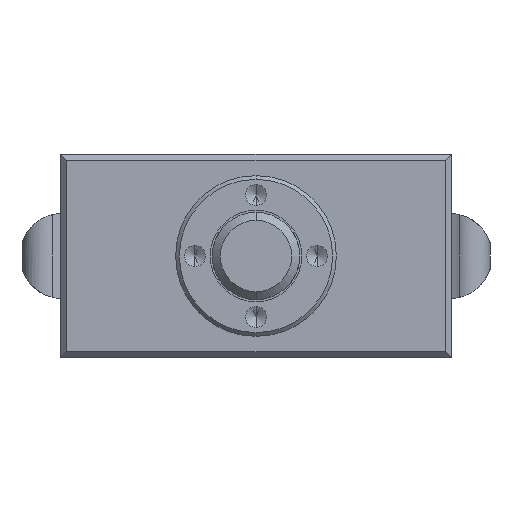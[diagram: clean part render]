
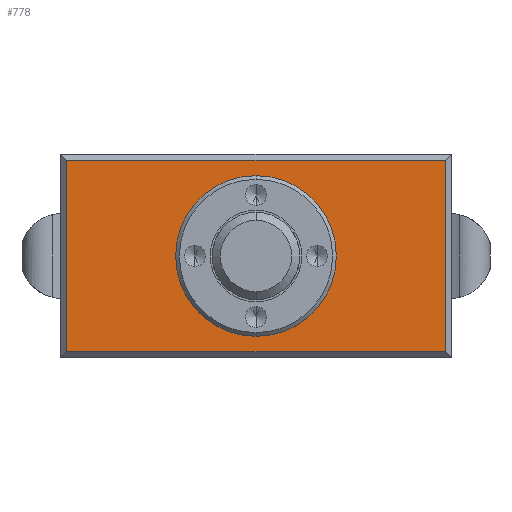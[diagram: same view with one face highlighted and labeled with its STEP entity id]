
A CAD part, front view. The second image highlights one B-rep face of the part: STEP entity #778.
In plain terms, the highlighted planar face has unit normal (0, -1, 0).
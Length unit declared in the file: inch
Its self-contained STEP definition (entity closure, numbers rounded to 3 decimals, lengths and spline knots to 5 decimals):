
#111 = LINE ( 'NONE', #3455, #1223 ) ;
#207 = ORIENTED_EDGE ( 'NONE', *, *, #3842, .F. ) ;
#566 = VECTOR ( 'NONE', #1468, 39.37008 ) ;
#706 = ORIENTED_EDGE ( 'NONE', *, *, #3438, .T. ) ;
#778 = ADVANCED_FACE ( 'NONE', ( #2429, #4901 ), #4553, .F. ) ;
#1043 = CARTESIAN_POINT ( 'NONE',  ( 0.93, 0., 0.47 ) ) ;
#1141 = EDGE_CURVE ( 'NONE', #2612, #4291, #2878, .T. ) ;
#1223 = VECTOR ( 'NONE', #5306, 39.37008 ) ;
#1292 = CIRCLE ( 'NONE', #4311, 0.395 ) ;
#1468 = DIRECTION ( 'NONE',  ( 0., 0., -1. ) ) ;
#1520 = VERTEX_POINT ( 'NONE', #5526 ) ;
#1579 = DIRECTION ( 'NONE',  ( -1., 0., 0. ) ) ;
#1779 = CARTESIAN_POINT ( 'NONE',  ( -0.93, 0., 0.5 ) ) ;
#2048 = EDGE_CURVE ( 'NONE', #5464, #3685, #5380, .T. ) ;
#2070 = CARTESIAN_POINT ( 'NONE',  ( 0., 0., 0. ) ) ;
#2243 = DIRECTION ( 'NONE',  ( 0., 0., 1. ) ) ;
#2250 = CARTESIAN_POINT ( 'NONE',  ( -0.93, 0., -0.47 ) ) ;
#2360 = DIRECTION ( 'NONE',  ( -1., 0., 0. ) ) ;
#2376 = CARTESIAN_POINT ( 'NONE',  ( -0.93, 0., 0.47 ) ) ;
#2429 = FACE_BOUND ( 'NONE', #4303, .T. ) ;
#2547 = DIRECTION ( 'NONE',  ( 0., 0., -1. ) ) ;
#2596 = DIRECTION ( 'NONE',  ( 0., -1., 0. ) ) ;
#2607 = LINE ( 'NONE', #4846, #3714 ) ;
#2612 = VERTEX_POINT ( 'NONE', #3920 ) ;
#2878 = CIRCLE ( 'NONE', #5938, 0.395 ) ;
#3294 = ORIENTED_EDGE ( 'NONE', *, *, #4471, .F. ) ;
#3300 = VERTEX_POINT ( 'NONE', #1043 ) ;
#3310 = CARTESIAN_POINT ( 'NONE',  ( 1.92, 0., -0.47 ) ) ;
#3343 = ORIENTED_EDGE ( 'NONE', *, *, #3460, .F. ) ;
#3405 = CARTESIAN_POINT ( 'NONE',  ( 0., 0., 0.395 ) ) ;
#3438 = EDGE_CURVE ( 'NONE', #3300, #5464, #2607, .T. ) ;
#3455 = CARTESIAN_POINT ( 'NONE',  ( 0.93, 0., 0.5 ) ) ;
#3460 = EDGE_CURVE ( 'NONE', #3300, #1520, #111, .T. ) ;
#3685 = VERTEX_POINT ( 'NONE', #2250 ) ;
#3714 = VECTOR ( 'NONE', #1579, 39.37008 ) ;
#3842 = EDGE_CURVE ( 'NONE', #1520, #3685, #5800, .T. ) ;
#3920 = CARTESIAN_POINT ( 'NONE',  ( 0., 0., -0.395 ) ) ;
#4254 = CARTESIAN_POINT ( 'NONE',  ( -0.93, 0., 0.5 ) ) ;
#4291 = VERTEX_POINT ( 'NONE', #3405 ) ;
#4303 = EDGE_LOOP ( 'NONE', ( #4940, #3294 ) ) ;
#4311 = AXIS2_PLACEMENT_3D ( 'NONE', #5384, #2596, #5849 ) ;
#4471 = EDGE_CURVE ( 'NONE', #4291, #2612, #1292, .T. ) ;
#4553 = PLANE ( 'NONE',  #4606 ) ;
#4572 = VECTOR ( 'NONE', #2360, 39.37008 ) ;
#4606 = AXIS2_PLACEMENT_3D ( 'NONE', #1779, #5037, #2243 ) ;
#4846 = CARTESIAN_POINT ( 'NONE',  ( 1.92, 0., 0.47 ) ) ;
#4901 = FACE_OUTER_BOUND ( 'NONE', #5391, .T. ) ;
#4940 = ORIENTED_EDGE ( 'NONE', *, *, #1141, .F. ) ;
#4942 = ORIENTED_EDGE ( 'NONE', *, *, #2048, .T. ) ;
#5037 = DIRECTION ( 'NONE',  ( 0., 1., 0. ) ) ;
#5306 = DIRECTION ( 'NONE',  ( 0., 0., -1. ) ) ;
#5334 = DIRECTION ( 'NONE',  ( 0., -1., 0. ) ) ;
#5380 = LINE ( 'NONE', #4254, #566 ) ;
#5384 = CARTESIAN_POINT ( 'NONE',  ( 0., 0., 0. ) ) ;
#5391 = EDGE_LOOP ( 'NONE', ( #706, #4942, #207, #3343 ) ) ;
#5464 = VERTEX_POINT ( 'NONE', #2376 ) ;
#5526 = CARTESIAN_POINT ( 'NONE',  ( 0.93, 0., -0.47 ) ) ;
#5800 = LINE ( 'NONE', #3310, #4572 ) ;
#5849 = DIRECTION ( 'NONE',  ( 0., 0., -1. ) ) ;
#5938 = AXIS2_PLACEMENT_3D ( 'NONE', #2070, #5334, #2547 ) ;
